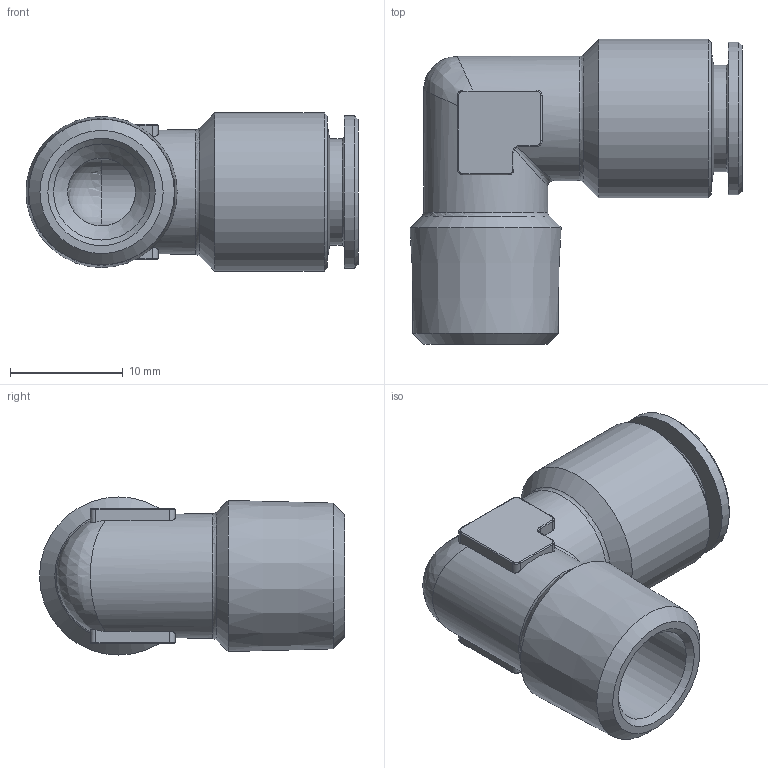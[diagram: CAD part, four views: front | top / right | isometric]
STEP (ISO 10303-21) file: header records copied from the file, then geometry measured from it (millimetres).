
FILE_DESCRIPTION( ( 'STEP AP214' ), '1' );
FILE_NAME( 'psolqas_3196_20.stp', '2020-12-01T17:09:11', ( 'License CC BY-ND 4.0' ), ( 'CADENAS' ), ' ', 'PARTsolutions', ' ' );
FILE_SCHEMA( ( 'AUTOMOTIVE_DESIGN { 1 0 10303 214 1 1 1 1 }' ) );
Length unit declared in the file: metre
Products named in the file (1): Rivoluzione1
Bounding box: 29.39 x 27 x 14 mm (x, y, z)
Volume: 3311.7 mm3; surface area: 2999.2 mm2
Topology: 1 solids, 1 shells, 80 faces, 193 edges, 115 vertices
Faces by surface type: cylinder 33, plane 18, torus 14, cone 12, bspline 2, sphere 1
Full cylindrical faces by diameter (mm): 6 x2, 8.15 x1, 8.5 x1, 9.4 x1, 11 x2, 13.5 x1, 14 x1
Entity records: 3119 total; most frequent: CARTESIAN_POINT 751, DIRECTION 372, ORIENTED_EDGE 322, EDGE_CURVE 161, AXIS2_PLACEMENT_3D 158, VERTEX_POINT 108, EDGE_LOOP 107, FACE_OUTER_BOUND 91
